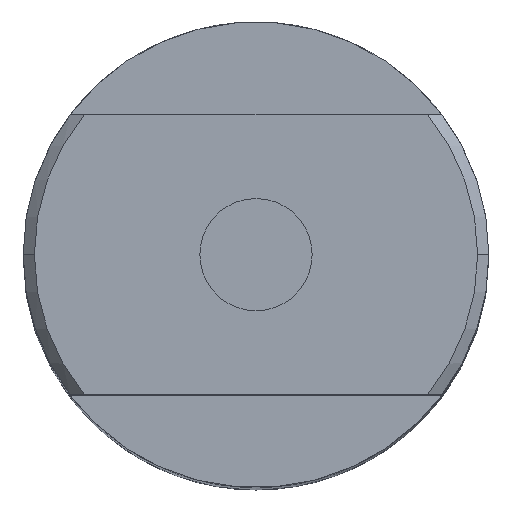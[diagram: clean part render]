
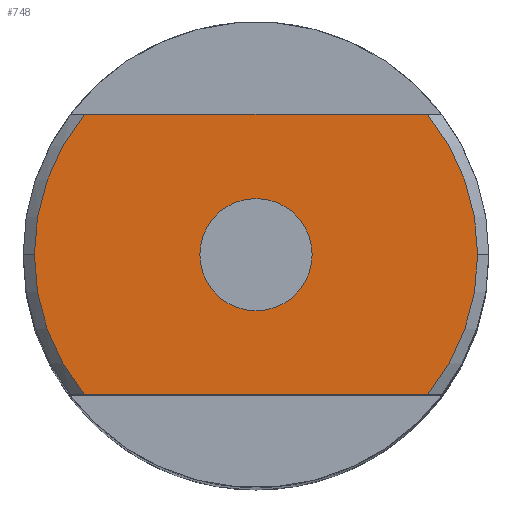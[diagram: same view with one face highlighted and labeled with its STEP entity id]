
A CAD part, top view. The second image highlights one B-rep face of the part: STEP entity #748.
In plain terms, the highlighted planar face has unit normal (0, 0, 1).
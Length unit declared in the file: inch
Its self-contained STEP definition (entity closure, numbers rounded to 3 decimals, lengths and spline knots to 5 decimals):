
#264=CARTESIAN_POINT('',(0.,-0.25,6.85));
#265=VERTEX_POINT('',#264);
#281=CARTESIAN_POINT('',(0.,0.25,6.85));
#282=VERTEX_POINT('',#281);
#289=CARTESIAN_POINT('',(0.,0.0,6.85));
#290=DIRECTION('',(0.0,0.0,-1.0));
#291=DIRECTION('',(0.0,-1.0,0.0));
#292=AXIS2_PLACEMENT_3D('',#289,#290,#291);
#293=CIRCLE('',#292,0.25);
#294=EDGE_CURVE('',#265,#282,#293,.T.);
#306=CARTESIAN_POINT('',(-0.9875,0.,6.85));
#307=VERTEX_POINT('',#306);
#323=CARTESIAN_POINT('',(-0.76455,-0.625,6.85));
#324=VERTEX_POINT('',#323);
#338=CARTESIAN_POINT('',(0.,0.0,6.85));
#339=DIRECTION('',(0.0,0.0,-1.0));
#340=DIRECTION('',(-1.0,0.0,0.0));
#341=AXIS2_PLACEMENT_3D('',#338,#339,#340);
#342=CIRCLE('',#341,0.9875);
#343=EDGE_CURVE('',#324,#307,#342,.T.);
#355=CARTESIAN_POINT('',(0.9875,0.,6.85));
#356=VERTEX_POINT('',#355);
#372=CARTESIAN_POINT('',(0.76373,0.626,6.85));
#373=VERTEX_POINT('',#372);
#387=CARTESIAN_POINT('',(0.,0.0,6.85));
#388=DIRECTION('',(0.0,0.0,-1.0));
#389=DIRECTION('',(1.0,0.0,0.0));
#390=AXIS2_PLACEMENT_3D('',#387,#388,#389);
#391=CIRCLE('',#390,0.9875);
#392=EDGE_CURVE('',#373,#356,#391,.T.);
#587=CARTESIAN_POINT('',(0.76455,-0.625,6.85));
#588=VERTEX_POINT('',#587);
#589=CARTESIAN_POINT('',(0.,0.0,6.85));
#590=DIRECTION('',(0.0,0.0,-1.0));
#591=DIRECTION('',(1.0,0.0,0.0));
#592=AXIS2_PLACEMENT_3D('',#589,#590,#591);
#593=CIRCLE('',#592,0.9875);
#594=EDGE_CURVE('',#356,#588,#593,.T.);
#627=CARTESIAN_POINT('',(-0.76373,0.626,6.85));
#628=VERTEX_POINT('',#627);
#642=CARTESIAN_POINT('',(0.76373,0.626,6.85));
#643=DIRECTION('',(-1.0,0.0,0.0));
#644=VECTOR('',#643,1.52746);
#645=LINE('',#642,#644);
#646=EDGE_CURVE('',#373,#628,#645,.T.);
#657=CARTESIAN_POINT('',(0.,0.0,6.85));
#658=DIRECTION('',(0.0,0.0,-1.0));
#659=DIRECTION('',(-1.0,0.0,0.0));
#660=AXIS2_PLACEMENT_3D('',#657,#658,#659);
#661=CIRCLE('',#660,0.9875);
#662=EDGE_CURVE('',#307,#628,#661,.T.);
#675=CARTESIAN_POINT('',(0.,0.0,6.85));
#676=DIRECTION('',(0.0,0.0,-1.0));
#677=DIRECTION('',(0.0,-1.0,0.0));
#678=AXIS2_PLACEMENT_3D('',#675,#676,#677);
#679=CIRCLE('',#678,0.25);
#680=EDGE_CURVE('',#282,#265,#679,.T.);
#708=CARTESIAN_POINT('',(-0.76455,-0.625,6.85));
#709=DIRECTION('',(1.0,0.0,0.0));
#710=VECTOR('',#709,1.52909);
#711=LINE('',#708,#710);
#712=EDGE_CURVE('',#324,#588,#711,.T.);
#731=CARTESIAN_POINT('',(0.,0.0,6.85));
#732=DIRECTION('',(0.0,0.0,1.0));
#733=DIRECTION('',(1.0,0.0,0.0));
#734=AXIS2_PLACEMENT_3D('',#731,#732,#733);
#735=PLANE('',#734);
#736=ORIENTED_EDGE('',*,*,#392,.F.);
#737=ORIENTED_EDGE('',*,*,#646,.T.);
#738=ORIENTED_EDGE('',*,*,#662,.F.);
#739=ORIENTED_EDGE('',*,*,#343,.F.);
#740=ORIENTED_EDGE('',*,*,#712,.T.);
#741=ORIENTED_EDGE('',*,*,#594,.F.);
#742=EDGE_LOOP('',(#736,#737,#738,#739,#740,#741));
#743=FACE_OUTER_BOUND('',#742,.T.);
#744=ORIENTED_EDGE('',*,*,#680,.T.);
#745=ORIENTED_EDGE('',*,*,#294,.T.);
#746=EDGE_LOOP('',(#744,#745));
#747=FACE_BOUND('',#746,.T.);
#748=ADVANCED_FACE('',(#743,#747),#735,.T.);
